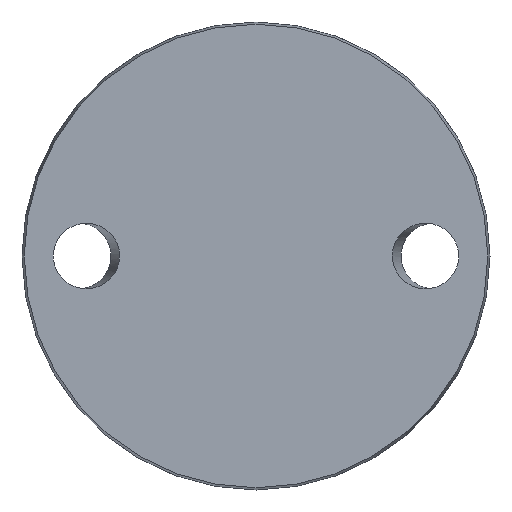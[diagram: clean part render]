
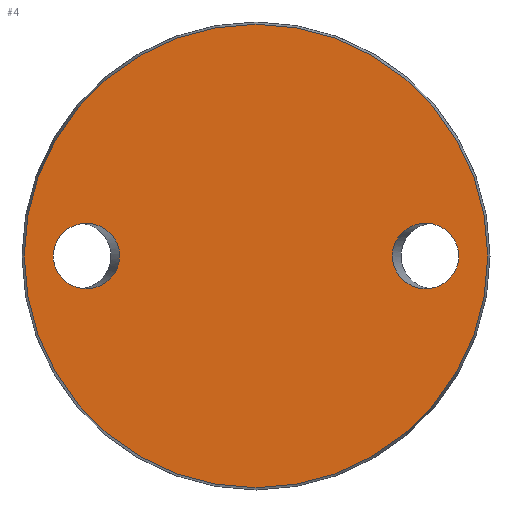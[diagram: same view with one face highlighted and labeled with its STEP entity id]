
A CAD part, front view. The second image highlights one B-rep face of the part: STEP entity #4.
In plain terms, the highlighted planar face has unit normal (0, -1, 0).
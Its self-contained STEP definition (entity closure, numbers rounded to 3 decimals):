
#4 = ADVANCED_FACE ( 'NONE', ( #411, #416, #489 ), #799, .F. ) ;
#23 = EDGE_LOOP ( 'NONE', ( #526 ) ) ;
#47 =( BOUNDED_CURVE ( )  B_SPLINE_CURVE ( 3, ( #629, #249, #177, #863, #478, #403, #712 ),
 .UNSPECIFIED., .T., .T. ) 
 B_SPLINE_CURVE_WITH_KNOTS ( ( 4, 3, 4 ),
 ( 0., 3.142, 6.283 ),
 .UNSPECIFIED. ) 
 CURVE ( )  GEOMETRIC_REPRESENTATION_ITEM ( )  RATIONAL_B_SPLINE_CURVE ( ( 1., 0.333, 0.333, 1., 0.333, 0.333, 1. ) ) 
 REPRESENTATION_ITEM ( '' )  );
#55 = AXIS2_PLACEMENT_3D ( 'NONE', #724, #123, #575 ) ;
#98 = DIRECTION ( 'NONE',  ( 0., 0., -1. ) ) ;
#123 = DIRECTION ( 'NONE',  ( 0., 1., 0. ) ) ;
#177 = CARTESIAN_POINT ( 'NONE',  ( -34.385, 0., 16.5 ) ) ;
#209 = CARTESIAN_POINT ( 'NONE',  ( 34.385, 0., -16.5 ) ) ;
#220 = CARTESIAN_POINT ( 'NONE',  ( 51.115, 0., 16.5 ) ) ;
#249 = CARTESIAN_POINT ( 'NONE',  ( -51.115, 0., 16.5 ) ) ;
#271 = ORIENTED_EDGE ( 'NONE', *, *, #320, .T. ) ;
#281 = CARTESIAN_POINT ( 'NONE',  ( -51.115, 0., 0. ) ) ;
#293 = VERTEX_POINT ( 'NONE', #818 ) ;
#320 = EDGE_CURVE ( 'NONE', #293, #293, #836, .T. ) ;
#403 = CARTESIAN_POINT ( 'NONE',  ( -51.115, 0., -16.5 ) ) ;
#411 = FACE_BOUND ( 'NONE', #23, .T. ) ;
#416 = FACE_BOUND ( 'NONE', #869, .T. ) ;
#444 = VERTEX_POINT ( 'NONE', #281 ) ;
#478 = CARTESIAN_POINT ( 'NONE',  ( -34.385, 0., -16.5 ) ) ;
#481 = EDGE_CURVE ( 'NONE', #444, #444, #47, .T. ) ;
#489 = FACE_OUTER_BOUND ( 'NONE', #788, .T. ) ;
#526 = ORIENTED_EDGE ( 'NONE', *, *, #481, .T. ) ;
#549 = DIRECTION ( 'NONE',  ( 0., -1., 0. ) ) ;
#575 = DIRECTION ( 'NONE',  ( 0., 0., 1. ) ) ;
#588 = CARTESIAN_POINT ( 'NONE',  ( 51.115, 0., 0. ) ) ;
#596 = CARTESIAN_POINT ( 'NONE',  ( 34.385, 0., 16.5 ) ) ;
#629 = CARTESIAN_POINT ( 'NONE',  ( -51.115, 0., 0. ) ) ;
#672 = EDGE_CURVE ( 'NONE', #908, #908, #861, .T. ) ;
#695 = AXIS2_PLACEMENT_3D ( 'NONE', #771, #549, #98 ) ;
#712 = CARTESIAN_POINT ( 'NONE',  ( -51.115, 0., 0. ) ) ;
#715 = CARTESIAN_POINT ( 'NONE',  ( 34.385, 0., 0. ) ) ;
#724 = CARTESIAN_POINT ( 'NONE',  ( -58.425, 0., 0. ) ) ;
#766 = CARTESIAN_POINT ( 'NONE',  ( 34.385, 0., 0. ) ) ;
#771 = CARTESIAN_POINT ( 'NONE',  ( 0., 0., 0. ) ) ;
#788 = EDGE_LOOP ( 'NONE', ( #271 ) ) ;
#799 = PLANE ( 'NONE',  #55 ) ;
#818 = CARTESIAN_POINT ( 'NONE',  ( 0., 0., -58.425 ) ) ;
#829 = CARTESIAN_POINT ( 'NONE',  ( 34.385, 0., 0. ) ) ;
#836 = CIRCLE ( 'NONE', #695, 58.425 ) ;
#861 =( BOUNDED_CURVE ( )  B_SPLINE_CURVE ( 3, ( #715, #209, #890, #588, #220, #596, #766 ),
 .UNSPECIFIED., .T., .T. ) 
 B_SPLINE_CURVE_WITH_KNOTS ( ( 4, 3, 4 ),
 ( 0., 3.142, 6.283 ),
 .UNSPECIFIED. ) 
 CURVE ( )  GEOMETRIC_REPRESENTATION_ITEM ( )  RATIONAL_B_SPLINE_CURVE ( ( 1., 0.333, 0.333, 1., 0.333, 0.333, 1. ) ) 
 REPRESENTATION_ITEM ( '' )  );
#863 = CARTESIAN_POINT ( 'NONE',  ( -34.385, 0., 0. ) ) ;
#869 = EDGE_LOOP ( 'NONE', ( #937 ) ) ;
#890 = CARTESIAN_POINT ( 'NONE',  ( 51.115, 0., -16.5 ) ) ;
#908 = VERTEX_POINT ( 'NONE', #829 ) ;
#937 = ORIENTED_EDGE ( 'NONE', *, *, #672, .F. ) ;
